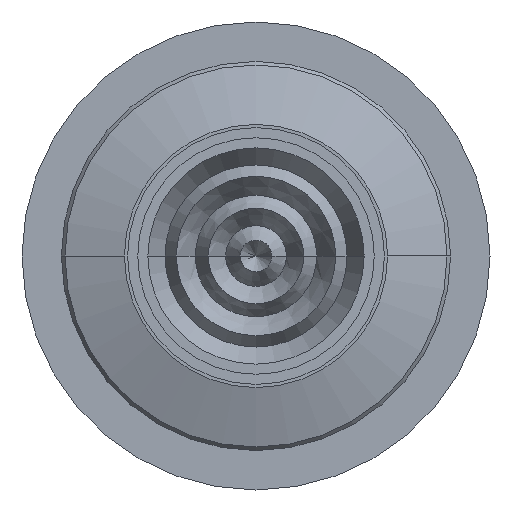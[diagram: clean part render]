
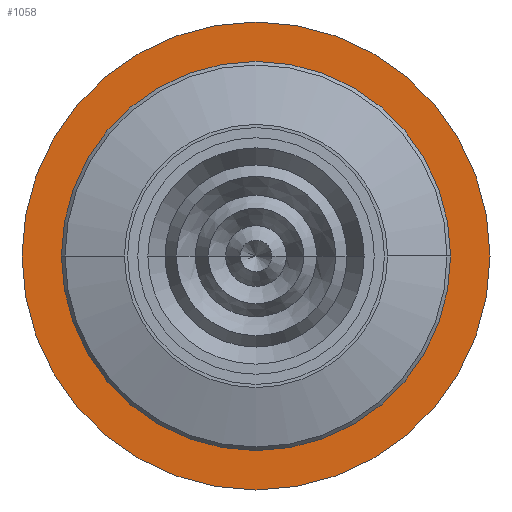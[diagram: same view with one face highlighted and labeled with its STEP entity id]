
A CAD part, front view. The second image highlights one B-rep face of the part: STEP entity #1058.
In plain terms, the highlighted planar face has unit normal (0, -1, 0).
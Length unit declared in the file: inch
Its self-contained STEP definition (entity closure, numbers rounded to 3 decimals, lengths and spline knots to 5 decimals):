
#71 = EDGE_CURVE ( 'NONE', #605, #686, #433, .T. ) ;
#88 = AXIS2_PLACEMENT_3D ( 'NONE', #536, #684, #664 ) ;
#98 = CARTESIAN_POINT ( 'NONE',  ( 0., 0.234, 0. ) ) ;
#156 = PLANE ( 'NONE',  #88 ) ;
#172 = VERTEX_POINT ( 'NONE', #1090 ) ;
#180 = DIRECTION ( 'NONE',  ( 1., 0., 0. ) ) ;
#245 = EDGE_CURVE ( 'NONE', #1077, #172, #1030, .T. ) ;
#291 = ORIENTED_EDGE ( 'NONE', *, *, #245, .T. ) ;
#292 = DIRECTION ( 'NONE',  ( 0., -1., 0. ) ) ;
#305 = DIRECTION ( 'NONE',  ( 0., -1., 0. ) ) ;
#394 = CARTESIAN_POINT ( 'NONE',  ( -0.15384, 0.234, 0. ) ) ;
#433 = CIRCLE ( 'NONE', #805, 0.15384 ) ;
#450 = CARTESIAN_POINT ( 'NONE',  ( 0.15384, 0.234, 0. ) ) ;
#462 = DIRECTION ( 'NONE',  ( 1., 0., 0. ) ) ;
#474 = EDGE_LOOP ( 'NONE', ( #291, #487 ) ) ;
#481 = EDGE_CURVE ( 'NONE', #686, #605, #830, .T. ) ;
#487 = ORIENTED_EDGE ( 'NONE', *, *, #523, .T. ) ;
#505 = FACE_BOUND ( 'NONE', #959, .T. ) ;
#523 = EDGE_CURVE ( 'NONE', #172, #1077, #788, .T. ) ;
#536 = CARTESIAN_POINT ( 'NONE',  ( 0.15384, 0.234, 0. ) ) ;
#562 = AXIS2_PLACEMENT_3D ( 'NONE', #898, #292, #180 ) ;
#571 = CARTESIAN_POINT ( 'NONE',  ( 0., 0.234, 0. ) ) ;
#597 = AXIS2_PLACEMENT_3D ( 'NONE', #98, #1044, #462 ) ;
#605 = VERTEX_POINT ( 'NONE', #394 ) ;
#664 = DIRECTION ( 'NONE',  ( 1., 0., 0. ) ) ;
#675 = DIRECTION ( 'NONE',  ( 1., 0., 0. ) ) ;
#680 = CARTESIAN_POINT ( 'NONE',  ( 0., 0.234, 0. ) ) ;
#684 = DIRECTION ( 'NONE',  ( 0., -1., 0. ) ) ;
#686 = VERTEX_POINT ( 'NONE', #450 ) ;
#723 = DIRECTION ( 'NONE',  ( 1., 0., 0. ) ) ;
#733 = DIRECTION ( 'NONE',  ( 0., -1., 0. ) ) ;
#734 = ORIENTED_EDGE ( 'NONE', *, *, #481, .F. ) ;
#788 = CIRCLE ( 'NONE', #910, 0.185 ) ;
#805 = AXIS2_PLACEMENT_3D ( 'NONE', #680, #733, #675 ) ;
#830 = CIRCLE ( 'NONE', #597, 0.15384 ) ;
#898 = CARTESIAN_POINT ( 'NONE',  ( 0., 0.234, 0. ) ) ;
#910 = AXIS2_PLACEMENT_3D ( 'NONE', #571, #305, #723 ) ;
#956 = CARTESIAN_POINT ( 'NONE',  ( 0.185, 0.234, 0. ) ) ;
#959 = EDGE_LOOP ( 'NONE', ( #734, #961 ) ) ;
#961 = ORIENTED_EDGE ( 'NONE', *, *, #71, .F. ) ;
#1030 = CIRCLE ( 'NONE', #562, 0.185 ) ;
#1044 = DIRECTION ( 'NONE',  ( 0., -1., 0. ) ) ;
#1058 = ADVANCED_FACE ( 'NONE', ( #1073, #505 ), #156, .T. ) ;
#1073 = FACE_OUTER_BOUND ( 'NONE', #474, .T. ) ;
#1077 = VERTEX_POINT ( 'NONE', #956 ) ;
#1090 = CARTESIAN_POINT ( 'NONE',  ( -0.185, 0.234, 0. ) ) ;
